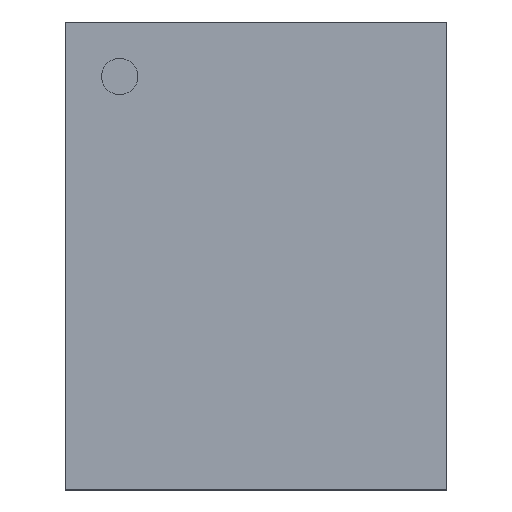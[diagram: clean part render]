
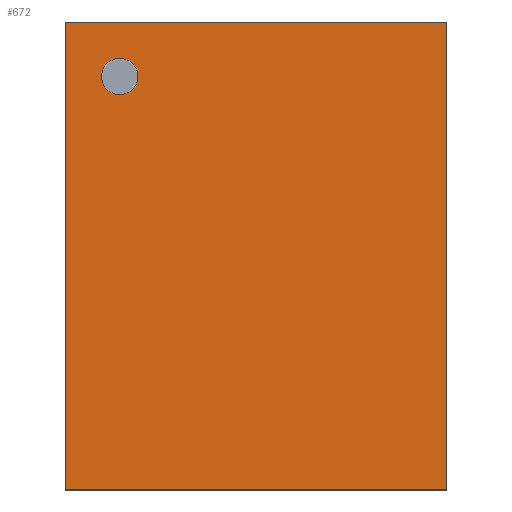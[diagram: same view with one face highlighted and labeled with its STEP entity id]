
A CAD part, top view. The second image highlights one B-rep face of the part: STEP entity #672.
In plain terms, the highlighted planar face has unit normal (0, 0, 1).
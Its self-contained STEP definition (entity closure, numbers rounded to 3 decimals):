
#40=FACE_BOUND('',#225,.T.);
#43=CIRCLE('',#761,0.125);
#161=FACE_OUTER_BOUND('',#224,.T.);
#224=EDGE_LOOP('',(#521,#522,#523,#524));
#225=EDGE_LOOP('',(#525));
#290=LINE('',#1161,#316);
#293=LINE('',#1166,#319);
#296=LINE('',#1177,#322);
#297=LINE('',#1179,#323);
#316=VECTOR('',#905,1.);
#319=VECTOR('',#910,1.);
#322=VECTOR('',#923,1.);
#323=VECTOR('',#926,1.);
#338=VERTEX_POINT('',#1158);
#339=VERTEX_POINT('',#1160);
#340=VERTEX_POINT('',#1164);
#341=VERTEX_POINT('',#1168);
#343=VERTEX_POINT('',#1175);
#410=EDGE_CURVE('',#339,#338,#290,.T.);
#413=EDGE_CURVE('',#338,#340,#293,.T.);
#414=EDGE_CURVE('',#341,#341,#43,.T.);
#418=EDGE_CURVE('',#340,#343,#296,.T.);
#419=EDGE_CURVE('',#343,#339,#297,.T.);
#521=ORIENTED_EDGE('',*,*,#419,.T.);
#522=ORIENTED_EDGE('',*,*,#410,.T.);
#523=ORIENTED_EDGE('',*,*,#413,.T.);
#524=ORIENTED_EDGE('',*,*,#418,.T.);
#525=ORIENTED_EDGE('',*,*,#414,.T.);
#632=PLANE('',#766);
#672=ADVANCED_FACE('',(#161,#40),#632,.T.);
#761=AXIS2_PLACEMENT_3D('',#1169,#913,#914);
#766=AXIS2_PLACEMENT_3D('',#1180,#927,#928);
#905=DIRECTION('',(1.,0.,0.));
#910=DIRECTION('',(0.,1.,0.));
#913=DIRECTION('center_axis',(0.,0.,-1.));
#914=DIRECTION('ref_axis',(-1.,0.,0.));
#923=DIRECTION('',(-1.,0.,0.));
#926=DIRECTION('',(0.,-1.,0.));
#927=DIRECTION('center_axis',(0.,0.,1.));
#928=DIRECTION('ref_axis',(1.,0.,0.));
#1158=CARTESIAN_POINT('',(1.312,-1.608,0.327));
#1160=CARTESIAN_POINT('',(-1.312,-1.608,0.327));
#1161=CARTESIAN_POINT('',(1.312,-1.608,0.327));
#1164=CARTESIAN_POINT('',(1.312,1.608,0.327));
#1166=CARTESIAN_POINT('',(1.312,1.608,0.327));
#1168=CARTESIAN_POINT('',(-0.812,1.233,0.327));
#1169=CARTESIAN_POINT('Origin',(-0.937,1.233,0.327));
#1175=CARTESIAN_POINT('',(-1.312,1.608,0.327));
#1177=CARTESIAN_POINT('',(-1.312,1.608,0.327));
#1179=CARTESIAN_POINT('',(-1.312,-1.608,0.327));
#1180=CARTESIAN_POINT('Origin',(0.,0.,0.327));
